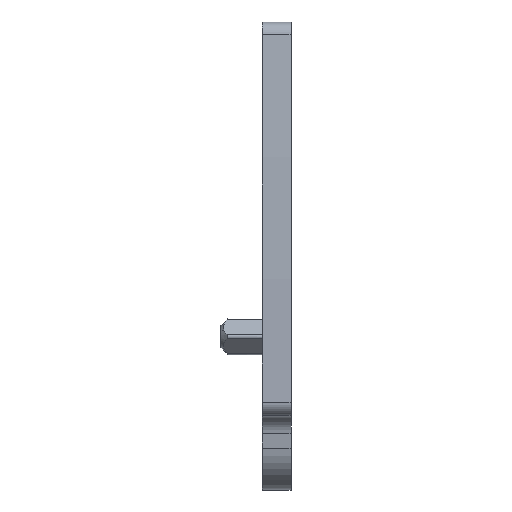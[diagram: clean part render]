
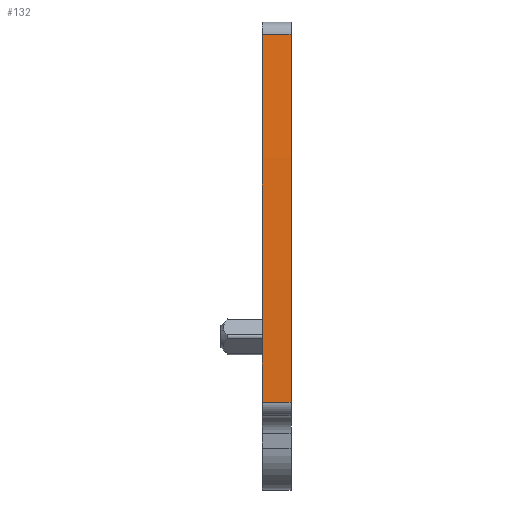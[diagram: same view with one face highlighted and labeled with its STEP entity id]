
A CAD part, front view. The second image highlights one B-rep face of the part: STEP entity #132.
In plain terms, the highlighted cylindrical face has radius 248.5 mm (diameter 497 mm), a partial arc.
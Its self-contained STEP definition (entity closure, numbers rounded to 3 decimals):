
#105=AXIS2_PLACEMENT_3D('Cylinder Axis2P3D',#102,#103,#104) ;
#109=AXIS2_PLACEMENT_3D('Circle Axis2P3D',#107,#108,$) ;
#123=AXIS2_PLACEMENT_3D('Circle Axis2P3D',#121,#122,$) ;
#49=CARTESIAN_POINT('Vertex',(3.,1.08,33.143)) ;
#52=CARTESIAN_POINT('Line Origine',(4.05,1.08,33.143)) ;
#56=CARTESIAN_POINT('Vertex',(5.1,1.08,33.143)) ;
#102=CARTESIAN_POINT('Axis2P3D Location',(4.05,248.5,10.)) ;
#107=CARTESIAN_POINT('Axis2P3D Location',(3.,248.5,10.)) ;
#111=CARTESIAN_POINT('Vertex',(3.,0.026,6.385)) ;
#114=CARTESIAN_POINT('Line Origine',(4.05,0.026,6.385)) ;
#118=CARTESIAN_POINT('Vertex',(5.1,0.026,6.385)) ;
#121=CARTESIAN_POINT('Axis2P3D Location',(5.1,248.5,10.)) ;
#53=DIRECTION('Vector Direction',(1.,0.,0.)) ;
#103=DIRECTION('Axis2P3D Direction',(1.,0.,0.)) ;
#104=DIRECTION('Axis2P3D XDirection',(0.,-0.996,0.093)) ;
#108=DIRECTION('Axis2P3D Direction',(1.,0.,0.)) ;
#115=DIRECTION('Vector Direction',(1.,0.,0.)) ;
#122=DIRECTION('Axis2P3D Direction',(1.,0.,0.)) ;
#54=VECTOR('Line Direction',#53,1.) ;
#116=VECTOR('Line Direction',#115,1.) ;
#127=ORIENTED_EDGE('',*,*,#58,.F.) ;
#128=ORIENTED_EDGE('',*,*,#113,.T.) ;
#129=ORIENTED_EDGE('',*,*,#120,.T.) ;
#130=ORIENTED_EDGE('',*,*,#125,.F.) ;
#132=ADVANCED_FACE('SEP_2C_4',(#131),#106,.T.) ;
#110=CIRCLE('generated circle',#109,248.5) ;
#124=CIRCLE('generated circle',#123,248.5) ;
#106=CYLINDRICAL_SURFACE('generated cylinder',#105,248.5) ;
#58=EDGE_CURVE('',#50,#57,#55,.T.) ;
#113=EDGE_CURVE('',#50,#112,#110,.T.) ;
#120=EDGE_CURVE('',#112,#119,#117,.T.) ;
#125=EDGE_CURVE('',#57,#119,#124,.T.) ;
#126=EDGE_LOOP('',(#127,#128,#129,#130)) ;
#131=FACE_OUTER_BOUND('',#126,.T.) ;
#55=LINE('Line',#52,#54) ;
#117=LINE('Line',#114,#116) ;
#50=VERTEX_POINT('',#49) ;
#57=VERTEX_POINT('',#56) ;
#112=VERTEX_POINT('',#111) ;
#119=VERTEX_POINT('',#118) ;
